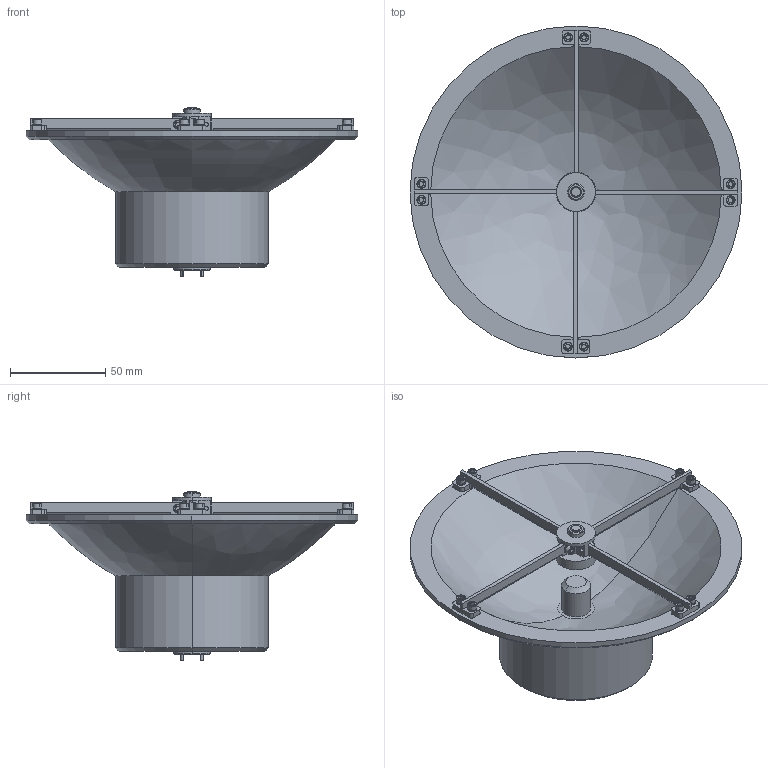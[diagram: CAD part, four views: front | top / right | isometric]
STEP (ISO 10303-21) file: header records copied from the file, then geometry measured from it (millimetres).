
FILE_DESCRIPTION (( 'STEP AP203' ), '1' );
FILE_NAME ('SAY-9239633914-094-S1.STEP', '2022-12-16T23:25:54', ( '' ), ( '' ), 'SwSTEP 2.0', 'SolidWorks 2021', '' );
FILE_SCHEMA (( 'CONFIG_CONTROL_DESIGN' ));
Length unit declared in the file: inch
Products named in the file (1): SAY-9239633914-094-S1
Bounding box: 173.99 x 173.99 x 88.65 mm (x, y, z)
Volume: 264769.2 mm3; surface area: 82571.7 mm2
Topology: 45 solids, 45 shells, 1138 faces, 2466 edges, 1422 vertices
Faces by surface type: plane 437, cone 380, cylinder 317, bspline 4
Entity records: 31274 total; most frequent: CARTESIAN_POINT 6626, DIRECTION 5397, ORIENTED_EDGE 4772, EDGE_CURVE 2386, AXIS2_PLACEMENT_3D 2103, VERTEX_POINT 1422, EDGE_LOOP 1274, LINE 1191
